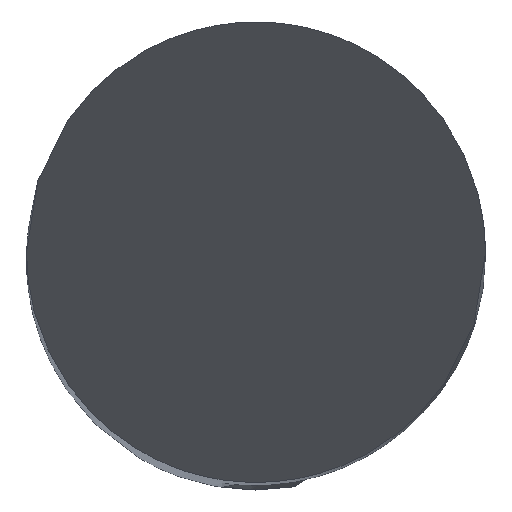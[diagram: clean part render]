
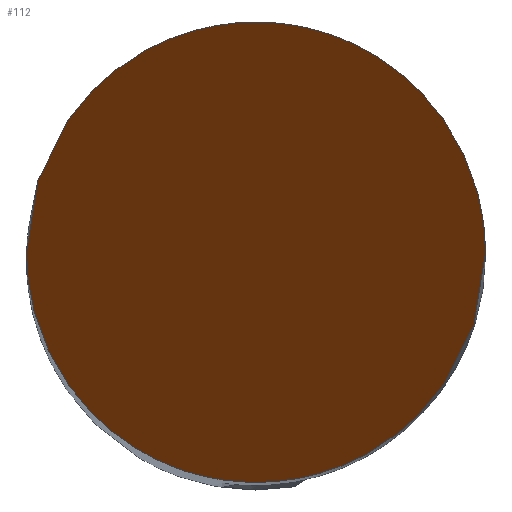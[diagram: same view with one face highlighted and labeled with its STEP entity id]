
A CAD part, top view. The second image highlights one B-rep face of the part: STEP entity #112.
In plain terms, the highlighted planar face has unit normal (0, -0.866, 0.5).
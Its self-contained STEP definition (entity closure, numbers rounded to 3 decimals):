
#54=PLANE('',#647);
#112=ADVANCED_FACE('',(#155),#54,.T.);
#155=FACE_OUTER_BOUND('',#189,.T.);
#189=EDGE_LOOP('',(#295,#296));
#295=ORIENTED_EDGE('',*,*,#479,.F.);
#296=ORIENTED_EDGE('',*,*,#498,.F.);
#420=VERTEX_POINT('',#989);
#421=VERTEX_POINT('',#994);
#479=EDGE_CURVE('',#420,#421,#589,.T.);
#498=EDGE_CURVE('',#421,#420,#592,.T.);
#589=(
BOUNDED_CURVE()
B_SPLINE_CURVE(3,(#990,#991,#992,#993),.UNSPECIFIED.,.F.,.F.)
B_SPLINE_CURVE_WITH_KNOTS((4,4),(0.,1.),.UNSPECIFIED.)
CURVE()
GEOMETRIC_REPRESENTATION_ITEM()
RATIONAL_B_SPLINE_CURVE((1.,0.333,0.333,1.))
REPRESENTATION_ITEM('')
);
#592=(
BOUNDED_CURVE()
B_SPLINE_CURVE(3,(#1080,#1081,#1082,#1083),.UNSPECIFIED.,.F.,.F.)
B_SPLINE_CURVE_WITH_KNOTS((4,4),(0.,1.),.UNSPECIFIED.)
CURVE()
GEOMETRIC_REPRESENTATION_ITEM()
RATIONAL_B_SPLINE_CURVE((1.,0.333,0.333,1.))
REPRESENTATION_ITEM('')
);
#647=AXIS2_PLACEMENT_3D('',#1129,#731,#732);
#731=DIRECTION('',(0.,-0.866,0.5));
#732=DIRECTION('',(0.,-0.5,-0.866));
#989=CARTESIAN_POINT('',(2.5,0.,0.));
#990=CARTESIAN_POINT('',(2.5,0.,0.));
#991=CARTESIAN_POINT('',(2.5,-5.,-8.66));
#992=CARTESIAN_POINT('',(-2.5,-5.,-8.66));
#993=CARTESIAN_POINT('',(-2.5,0.,0.));
#994=CARTESIAN_POINT('',(-2.5,0.,0.));
#1080=CARTESIAN_POINT('',(-2.5,0.,0.));
#1081=CARTESIAN_POINT('',(-2.5,5.,8.66));
#1082=CARTESIAN_POINT('',(2.5,5.,8.66));
#1083=CARTESIAN_POINT('',(2.5,0.,0.));
#1129=CARTESIAN_POINT('',(74.402,2.5,4.33));
